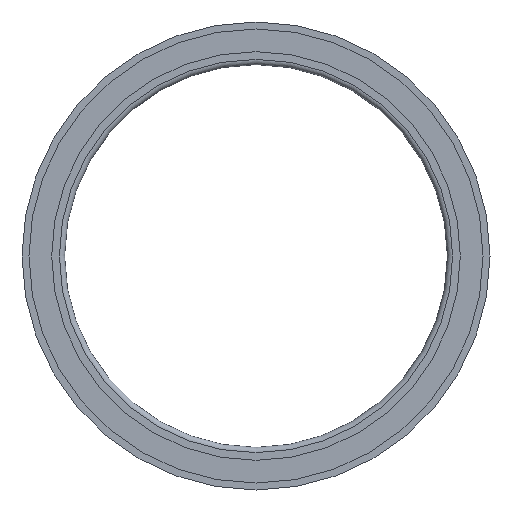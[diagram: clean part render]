
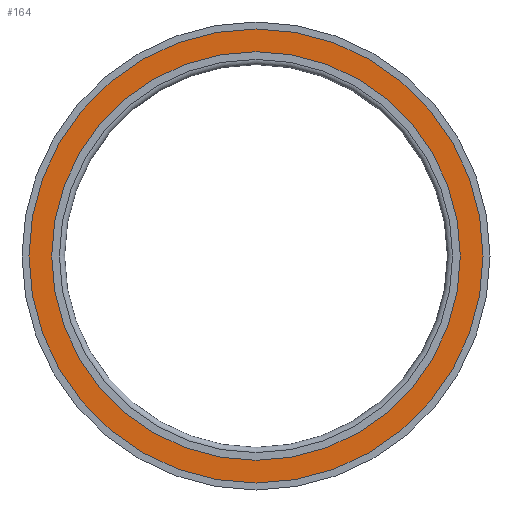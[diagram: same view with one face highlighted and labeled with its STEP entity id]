
A CAD part, front view. The second image highlights one B-rep face of the part: STEP entity #164.
In plain terms, the highlighted planar face has unit normal (0, -1, 0).
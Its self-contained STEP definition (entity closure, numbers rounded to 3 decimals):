
#21=PLANE('',#196);
#36=ORIENTED_EDGE('',*,*,#61,.T.);
#37=ORIENTED_EDGE('',*,*,#60,.F.);
#60=EDGE_CURVE('',#74,#74,#88,.T.);
#61=EDGE_CURVE('',#75,#75,#89,.T.);
#74=VERTEX_POINT('',#287);
#75=VERTEX_POINT('',#290);
#88=CIRCLE('',#195,11.7);
#89=CIRCLE('',#197,13.);
#106=EDGE_LOOP('',(#36));
#107=EDGE_LOOP('',(#37));
#134=FACE_BOUND('',#106,.T.);
#135=FACE_BOUND('',#107,.T.);
#164=ADVANCED_FACE('',(#134,#135),#21,.T.);
#195=AXIS2_PLACEMENT_3D('',#286,#233,#234);
#196=AXIS2_PLACEMENT_3D('',#288,#235,#236);
#197=AXIS2_PLACEMENT_3D('',#289,#237,#238);
#233=DIRECTION('',(0.,-1.,0.));
#234=DIRECTION('',(0.,0.,-1.));
#235=DIRECTION('',(0.,-1.,0.));
#236=DIRECTION('',(0.,0.,-1.));
#237=DIRECTION('',(0.,-1.,0.));
#238=DIRECTION('',(0.,0.,-1.));
#286=CARTESIAN_POINT('',(0.,0.,0.));
#287=CARTESIAN_POINT('',(0.,0.,-11.7));
#288=CARTESIAN_POINT('',(11.7,0.,0.));
#289=CARTESIAN_POINT('',(0.,0.,0.));
#290=CARTESIAN_POINT('',(0.,0.,-13.));
